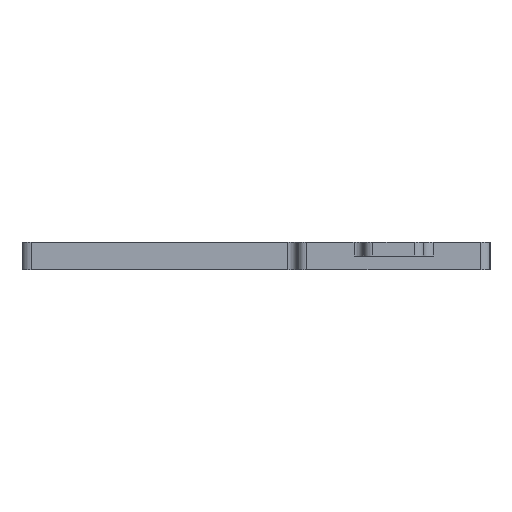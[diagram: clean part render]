
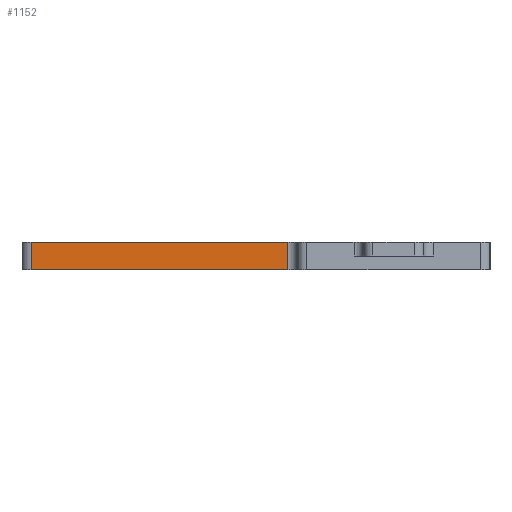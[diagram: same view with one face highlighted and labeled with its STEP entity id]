
A CAD part, left-side view. The second image highlights one B-rep face of the part: STEP entity #1152.
In plain terms, the highlighted planar face has unit normal (-1, 0, 0).
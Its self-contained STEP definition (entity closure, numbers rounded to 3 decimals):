
#34=PLANE('',#1256);
#76=FACE_OUTER_BOUND('',#136,.T.);
#136=EDGE_LOOP('',(#919,#920,#921,#922));
#185=LINE('',#1746,#299);
#243=LINE('',#1898,#357);
#244=LINE('',#1899,#358);
#245=LINE('',#1900,#359);
#299=VECTOR('',#1375,1000.);
#357=VECTOR('',#1519,1000.);
#358=VECTOR('',#1520,1000.);
#359=VECTOR('',#1521,1000.);
#486=VERTEX_POINT('',#1743);
#487=VERTEX_POINT('',#1745);
#537=VERTEX_POINT('',#1896);
#538=VERTEX_POINT('',#1897);
#605=EDGE_CURVE('',#486,#487,#185,.T.);
#677=EDGE_CURVE('',#537,#538,#243,.T.);
#678=EDGE_CURVE('',#538,#487,#244,.T.);
#679=EDGE_CURVE('',#486,#537,#245,.F.);
#919=ORIENTED_EDGE('',*,*,#677,.T.);
#920=ORIENTED_EDGE('',*,*,#678,.T.);
#921=ORIENTED_EDGE('',*,*,#605,.F.);
#922=ORIENTED_EDGE('',*,*,#679,.T.);
#1152=ADVANCED_FACE('',(#76),#34,.T.);
#1256=AXIS2_PLACEMENT_3D('',#1895,#1517,#1518);
#1375=DIRECTION('',(0.,1.,0.));
#1517=DIRECTION('center_axis',(-1.,0.,0.));
#1518=DIRECTION('ref_axis',(0.,-1.,0.));
#1519=DIRECTION('',(0.,1.,0.));
#1520=DIRECTION('',(0.,0.,-1.));
#1521=DIRECTION('',(0.,0.,-1.));
#1743=CARTESIAN_POINT('',(30.,19.2,0.));
#1745=CARTESIAN_POINT('',(30.,65.8,0.));
#1746=CARTESIAN_POINT('',(30.,67.5,0.));
#1895=CARTESIAN_POINT('Origin',(30.,67.5,5.));
#1896=CARTESIAN_POINT('',(30.,19.2,5.));
#1897=CARTESIAN_POINT('',(30.,65.8,5.));
#1898=CARTESIAN_POINT('',(30.,67.5,5.));
#1899=CARTESIAN_POINT('',(30.,65.8,5.));
#1900=CARTESIAN_POINT('',(30.,19.2,5.));
